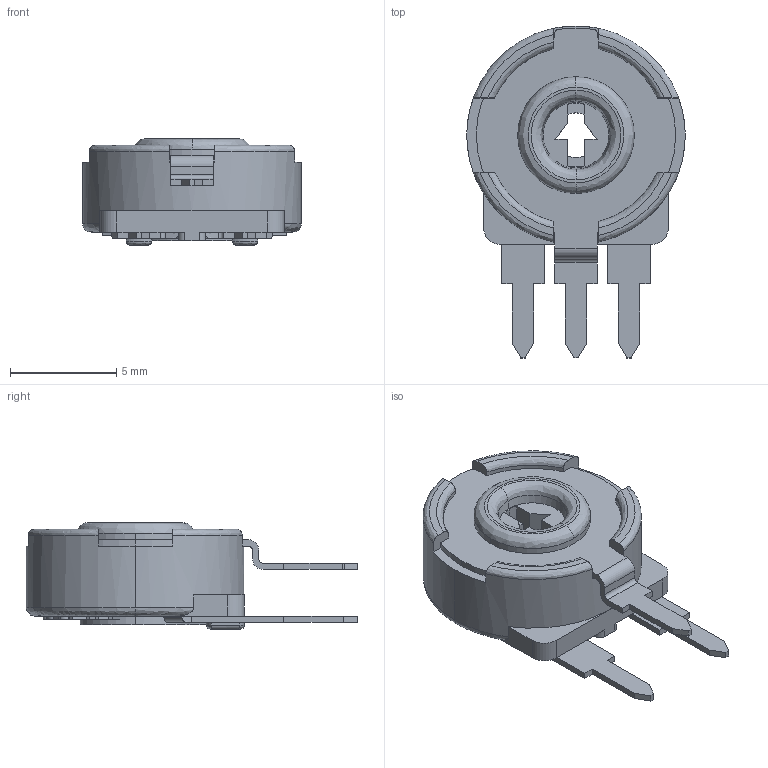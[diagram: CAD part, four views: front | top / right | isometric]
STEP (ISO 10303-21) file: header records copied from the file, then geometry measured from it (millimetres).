
FILE_DESCRIPTION (( 'STEP AP214' ), '1' );
FILE_NAME ('PT10_PTC10_10LH01.STEP', '2024-07-01T06:45:18', ( '' ), ( '' ), 'SwSTEP 2.0', 'SolidWorks 2020', '' );
FILE_SCHEMA (( 'AUTOMOTIVE_DESIGN' ));
Length unit declared in the file: centimetre
Products named in the file (6): PT10LH01-COLECTOR; PT10LH01-TERMINAL DERECHO; PT10LH01-TERMINAL IZQUIERDO; PT10_PTC10_10LH01; PT10LH01-PORTACURSOR_Predeterminada; PT10LH01-CARCASA
Assembly tree (5 placements, depth 2):
  PT10_PTC10_10LH01
    PT10LH01-CARCASA
    PT10LH01-TERMINAL DERECHO
    PT10LH01-TERMINAL IZQUIERDO
    PT10LH01-COLECTOR
    PT10LH01-PORTACURSOR_Predeterminada
Bounding box: 10.3 x 15.65 x 5.02 mm (x, y, z)
Volume: 189.1 mm3; surface area: 807.9 mm2
Topology: 5 solids, 5 shells, 352 faces, 961 edges, 635 vertices
Faces by surface type: plane 209, cylinder 82, bspline 59, cone 2
Entity records: 13601 total; most frequent: CARTESIAN_POINT 4694, ORIENTED_EDGE 1922, DIRECTION 1627, EDGE_CURVE 961, VECTOR 639, LINE 639, VERTEX_POINT 635, AXIS2_PLACEMENT_3D 494
